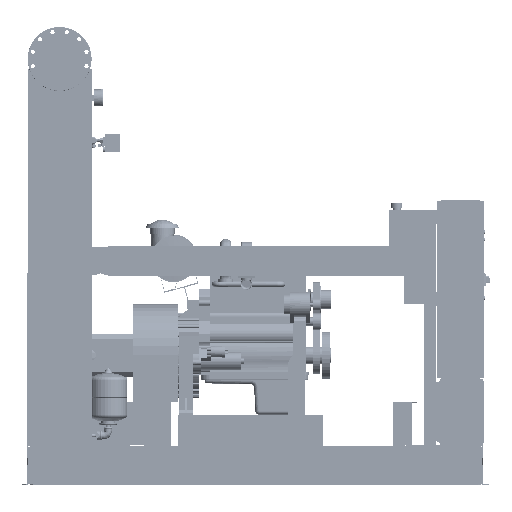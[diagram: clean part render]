
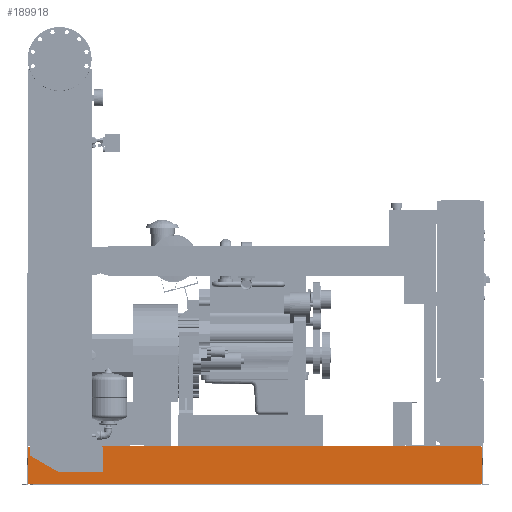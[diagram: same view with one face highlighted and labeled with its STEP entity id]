
A CAD part, front view. The second image highlights one B-rep face of the part: STEP entity #189918.
In plain terms, the highlighted free-form (B-spline) face has degree [1, 1] with [2, 2] control points.
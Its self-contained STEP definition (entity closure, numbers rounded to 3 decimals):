
#184859=CARTESIAN_POINT('',(-158.0,-738.5,202.));
#184860=VERTEX_POINT('',#184859);
#184867=CARTESIAN_POINT('',(-158.0,-738.5,208.));
#184868=VERTEX_POINT('',#184867);
#184869=CARTESIAN_POINT('',(-158.0,-738.5,202.));
#184870=DIRECTION('',(0.0,0.0,1.0));
#184871=VECTOR('',#184870,6.);
#184872=LINE('',#184869,#184871);
#184873=EDGE_CURVE('',#184860,#184868,#184872,.T.);
#188192=CARTESIAN_POINT('',(2236.0,-738.5,208.));
#188193=VERTEX_POINT('',#188192);
#188194=CARTESIAN_POINT('',(-158.0,-738.5,208.));
#188195=DIRECTION('',(1.0,0.0,0.0));
#188196=VECTOR('',#188195,2394.0);
#188197=LINE('',#188194,#188196);
#188198=EDGE_CURVE('',#184868,#188193,#188197,.T.);
#189495=CARTESIAN_POINT('',(2244.0,-738.5,202.));
#189496=VERTEX_POINT('',#189495);
#189503=CARTESIAN_POINT('',(2244.0,-738.5,112.689));
#189504=VERTEX_POINT('',#189503);
#189505=CARTESIAN_POINT('',(2244.0,-738.5,112.689));
#189506=DIRECTION('',(0.0,0.0,1.0));
#189507=VECTOR('',#189506,89.311);
#189508=LINE('',#189505,#189507);
#189509=EDGE_CURVE('',#189504,#189496,#189508,.T.);
#189832=CARTESIAN_POINT('',(-166.0,-738.5,3.));
#189833=CARTESIAN_POINT('',(-166.0,-738.5,208.));
#189834=CARTESIAN_POINT('',(2244.0,-738.5,3.));
#189835=CARTESIAN_POINT('',(2244.0,-738.5,208.));
#189836=B_SPLINE_SURFACE_WITH_KNOTS('',1,1,((#189832,#189834),(#189833,#189835)),.UNSPECIFIED.,.F.,.F.,.U.,(2,2),(2,2),(0.0,205.),(0.0,2410.0),.UNSPECIFIED.);
#189837=CARTESIAN_POINT('',(2244.0,-738.5,6.));
#189838=VERTEX_POINT('',#189837);
#189839=CARTESIAN_POINT('',(2244.0,-738.5,6.));
#189840=DIRECTION('',(0.0,0.0,1.0));
#189841=VECTOR('',#189840,106.689);
#189842=LINE('',#189839,#189841);
#189843=EDGE_CURVE('',#189838,#189504,#189842,.T.);
#189844=ORIENTED_EDGE('',*,*,#189843,.T.);
#189845=ORIENTED_EDGE('',*,*,#189509,.T.);
#189846=CARTESIAN_POINT('',(2236.0,-738.5,202.));
#189847=VERTEX_POINT('',#189846);
#189848=CARTESIAN_POINT('',(2244.0,-738.5,202.));
#189849=DIRECTION('',(-1.0,0.0,0.0));
#189850=VECTOR('',#189849,8.0);
#189851=LINE('',#189848,#189850);
#189852=EDGE_CURVE('',#189496,#189847,#189851,.T.);
#189853=ORIENTED_EDGE('',*,*,#189852,.T.);
#189854=CARTESIAN_POINT('',(2236.0,-738.5,208.));
#189855=DIRECTION('',(0.0,0.0,-1.0));
#189856=VECTOR('',#189855,6.);
#189857=LINE('',#189854,#189856);
#189858=EDGE_CURVE('',#188193,#189847,#189857,.T.);
#189859=ORIENTED_EDGE('',*,*,#189858,.F.);
#189860=ORIENTED_EDGE('',*,*,#188198,.F.);
#189861=ORIENTED_EDGE('',*,*,#184873,.F.);
#189862=CARTESIAN_POINT('',(-166.0,-738.5,202.));
#189863=VERTEX_POINT('',#189862);
#189864=CARTESIAN_POINT('',(-158.0,-738.5,202.));
#189865=DIRECTION('',(-1.0,0.0,0.0));
#189866=VECTOR('',#189865,8.0);
#189867=LINE('',#189864,#189866);
#189868=EDGE_CURVE('',#184860,#189863,#189867,.T.);
#189869=ORIENTED_EDGE('',*,*,#189868,.T.);
#189870=CARTESIAN_POINT('',(-166.0,-738.5,6.));
#189871=VERTEX_POINT('',#189870);
#189872=CARTESIAN_POINT('',(-166.0,-738.5,202.));
#189873=DIRECTION('',(0.0,0.0,-1.0));
#189874=VECTOR('',#189873,196.);
#189875=LINE('',#189872,#189874);
#189876=EDGE_CURVE('',#189863,#189871,#189875,.T.);
#189877=ORIENTED_EDGE('',*,*,#189876,.T.);
#189878=CARTESIAN_POINT('',(-158.0,-738.5,6.));
#189879=VERTEX_POINT('',#189878);
#189880=CARTESIAN_POINT('',(-166.0,-738.5,6.));
#189881=DIRECTION('',(1.0,0.0,0.0));
#189882=VECTOR('',#189881,8.0);
#189883=LINE('',#189880,#189882);
#189884=EDGE_CURVE('',#189871,#189879,#189883,.T.);
#189885=ORIENTED_EDGE('',*,*,#189884,.T.);
#189886=CARTESIAN_POINT('',(-158.0,-738.5,3.));
#189887=VERTEX_POINT('',#189886);
#189888=CARTESIAN_POINT('',(-158.0,-738.5,3.));
#189889=DIRECTION('',(0.0,0.0,1.0));
#189890=VECTOR('',#189889,3.);
#189891=LINE('',#189888,#189890);
#189892=EDGE_CURVE('',#189887,#189879,#189891,.T.);
#189893=ORIENTED_EDGE('',*,*,#189892,.F.);
#189894=CARTESIAN_POINT('',(2236.0,-738.5,3.));
#189895=VERTEX_POINT('',#189894);
#189896=CARTESIAN_POINT('',(2236.0,-738.5,3.));
#189897=DIRECTION('',(-1.0,0.0,0.0));
#189898=VECTOR('',#189897,2394.0);
#189899=LINE('',#189896,#189898);
#189900=EDGE_CURVE('',#189895,#189887,#189899,.T.);
#189901=ORIENTED_EDGE('',*,*,#189900,.F.);
#189902=CARTESIAN_POINT('',(2236.0,-738.5,6.));
#189903=VERTEX_POINT('',#189902);
#189904=CARTESIAN_POINT('',(2236.0,-738.5,6.));
#189905=DIRECTION('',(0.0,0.0,-1.0));
#189906=VECTOR('',#189905,3.);
#189907=LINE('',#189904,#189906);
#189908=EDGE_CURVE('',#189903,#189895,#189907,.T.);
#189909=ORIENTED_EDGE('',*,*,#189908,.F.);
#189910=CARTESIAN_POINT('',(2236.0,-738.5,6.));
#189911=DIRECTION('',(1.0,0.0,0.0));
#189912=VECTOR('',#189911,8.0);
#189913=LINE('',#189910,#189912);
#189914=EDGE_CURVE('',#189903,#189838,#189913,.T.);
#189915=ORIENTED_EDGE('',*,*,#189914,.T.);
#189916=EDGE_LOOP('',(#189844,#189845,#189853,#189859,#189860,#189861,#189869,#189877,#189885,#189893,#189901,#189909,#189915));
#189917=FACE_OUTER_BOUND('',#189916,.T.);
#189918=ADVANCED_FACE('',(#189917),#189836,.F.);
